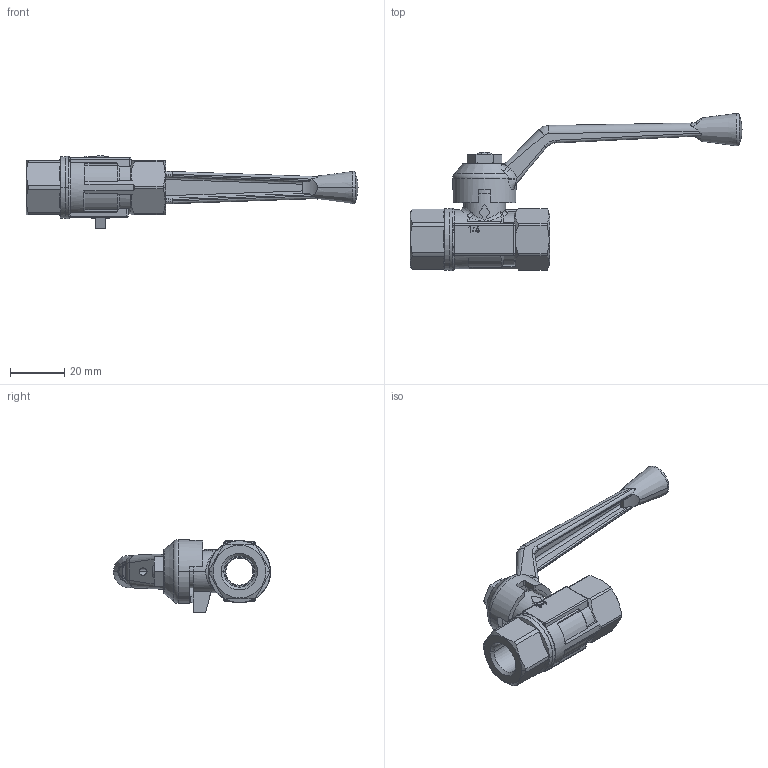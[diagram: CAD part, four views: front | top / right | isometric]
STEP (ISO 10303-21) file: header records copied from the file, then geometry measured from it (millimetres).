
FILE_DESCRIPTION(('Creo Elements/Direct Modeling STEP Export'),'2;1');
FILE_NAME('1700020000.stp','2019-01-22T13:26:29',(''),(''),'Creo Elements/Direct Modeling STEP processor for AP214 (Solid Model)','Creo Elements/Direct Modeling 19.0G 27-Nov-2017 (C) Parametric Technology GmbH','');
FILE_SCHEMA(('AUTOMOTIVE_DESIGN { 1 0 10303 214 1 1 1 1 }'));
Length unit declared in the file: millimetre
Products named in the file (2): 1700020000
Assembly tree (1 placements, depth 2):
  1700020000
    1700020000
Bounding box: 122.5 x 58 x 26.75 mm (x, y, z)
Volume: 23172.1 mm3; surface area: 12297.7 mm2
Topology: 1 solids, 1 shells, 398 faces, 998 edges, 607 vertices
Faces by surface type: plane 138, cylinder 106, cone 81, bspline 45, torus 18, sphere 10
Entity records: 26878 total; most frequent: CARTESIAN_POINT 17279, ORIENTED_EDGE 1972, DIRECTION 1384, EDGE_CURVE 986, VERTEX_POINT 607, AXIS2_PLACEMENT_3D 502, EDGE_LOOP 421, FACE_OUTER_BOUND 398
